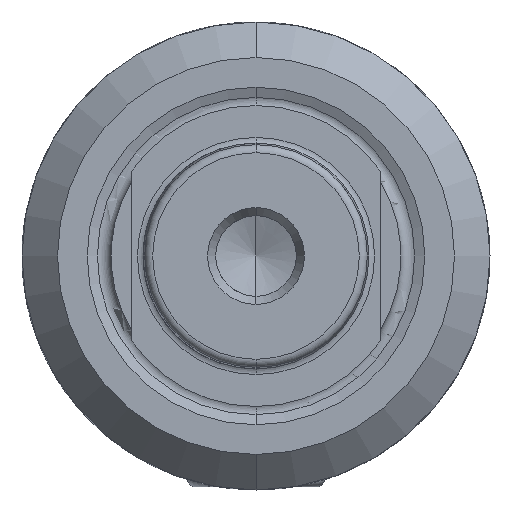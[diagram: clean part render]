
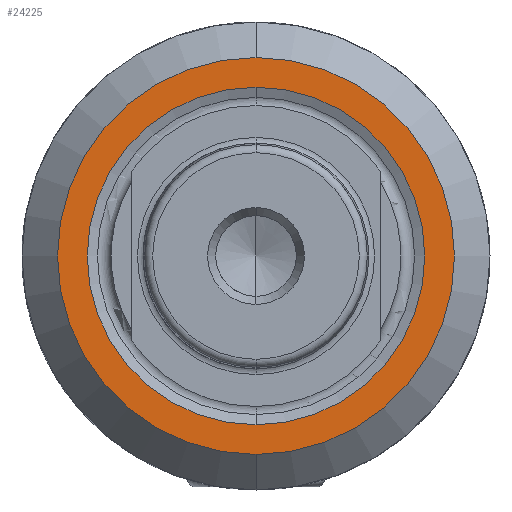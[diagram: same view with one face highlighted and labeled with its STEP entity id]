
A CAD part, left-side view. The second image highlights one B-rep face of the part: STEP entity #24225.
In plain terms, the highlighted planar face has unit normal (-1, 0, 0).
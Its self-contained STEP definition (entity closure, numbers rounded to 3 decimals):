
#925 = AXIS2_PLACEMENT_3D ( 'NONE', #28516, #3704, #8048 ) ;
#2029 = DIRECTION ( 'NONE',  ( 0., 0., 1. ) ) ;
#2175 = EDGE_LOOP ( 'NONE', ( #15230, #22857 ) ) ;
#2185 = DIRECTION ( 'NONE',  ( -1., 0., 0. ) ) ;
#2675 = AXIS2_PLACEMENT_3D ( 'NONE', #18572, #5031, #7284 ) ;
#2900 = CARTESIAN_POINT ( 'NONE',  ( -47.15, 0., -12.3 ) ) ;
#3372 = AXIS2_PLACEMENT_3D ( 'NONE', #26012, #2185, #10684 ) ;
#3704 = DIRECTION ( 'NONE',  ( -1., 0., 0. ) ) ;
#4870 = PLANE ( 'NONE',  #11702 ) ;
#5031 = DIRECTION ( 'NONE',  ( -1., 0., 0. ) ) ;
#5529 = CIRCLE ( 'NONE', #925, 12.3 ) ;
#5551 = EDGE_LOOP ( 'NONE', ( #21021, #7967 ) ) ;
#6833 = AXIS2_PLACEMENT_3D ( 'NONE', #15307, #8746, #2029 ) ;
#7284 = DIRECTION ( 'NONE',  ( 0., 0., 1. ) ) ;
#7328 = VERTEX_POINT ( 'NONE', #2900 ) ;
#7382 = EDGE_CURVE ( 'NONE', #7554, #7328, #5529, .T. ) ;
#7554 = VERTEX_POINT ( 'NONE', #10513 ) ;
#7967 = ORIENTED_EDGE ( 'NONE', *, *, #7382, .T. ) ;
#8048 = DIRECTION ( 'NONE',  ( 0., 0., 1. ) ) ;
#8387 = CIRCLE ( 'NONE', #2675, 10.459 ) ;
#8746 = DIRECTION ( 'NONE',  ( -1., 0., 0. ) ) ;
#10513 = CARTESIAN_POINT ( 'NONE',  ( -47.15, 0., 12.3 ) ) ;
#10684 = DIRECTION ( 'NONE',  ( 0., 0., 1. ) ) ;
#11702 = AXIS2_PLACEMENT_3D ( 'NONE', #20594, #11715, #11910 ) ;
#11715 = DIRECTION ( 'NONE',  ( 1., 0., 0. ) ) ;
#11910 = DIRECTION ( 'NONE',  ( 0., 0., -1. ) ) ;
#15107 = FACE_BOUND ( 'NONE', #2175, .T. ) ;
#15230 = ORIENTED_EDGE ( 'NONE', *, *, #28977, .F. ) ;
#15307 = CARTESIAN_POINT ( 'NONE',  ( -47.15, 0., 0. ) ) ;
#15795 = FACE_OUTER_BOUND ( 'NONE', #5551, .T. ) ;
#18572 = CARTESIAN_POINT ( 'NONE',  ( -47.15, 0., 0. ) ) ;
#20594 = CARTESIAN_POINT ( 'NONE',  ( -47.15, 10.459, 0. ) ) ;
#21021 = ORIENTED_EDGE ( 'NONE', *, *, #25595, .T. ) ;
#22281 = CIRCLE ( 'NONE', #3372, 12.3 ) ;
#22585 = VERTEX_POINT ( 'NONE', #25130 ) ;
#22857 = ORIENTED_EDGE ( 'NONE', *, *, #27629, .F. ) ;
#23963 = CIRCLE ( 'NONE', #6833, 10.459 ) ;
#24225 = ADVANCED_FACE ( 'NONE', ( #15107, #15795 ), #4870, .F. ) ;
#25130 = CARTESIAN_POINT ( 'NONE',  ( -47.15, 0., -10.459 ) ) ;
#25595 = EDGE_CURVE ( 'NONE', #7328, #7554, #22281, .T. ) ;
#26012 = CARTESIAN_POINT ( 'NONE',  ( -47.15, 0., 0. ) ) ;
#27629 = EDGE_CURVE ( 'NONE', #22585, #27952, #23963, .T. ) ;
#27952 = VERTEX_POINT ( 'NONE', #28627 ) ;
#28516 = CARTESIAN_POINT ( 'NONE',  ( -47.15, 0., 0. ) ) ;
#28627 = CARTESIAN_POINT ( 'NONE',  ( -47.15, 0., 10.459 ) ) ;
#28977 = EDGE_CURVE ( 'NONE', #27952, #22585, #8387, .T. ) ;
